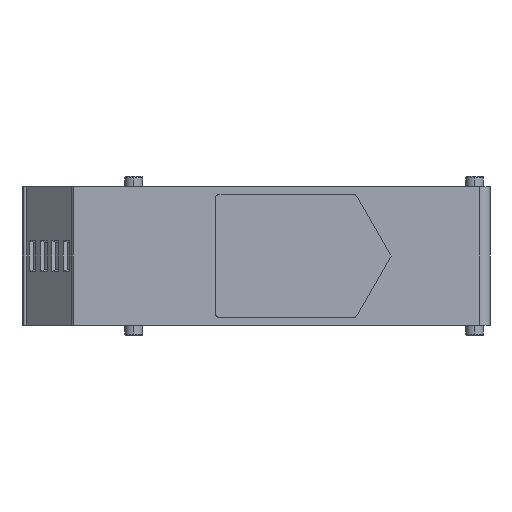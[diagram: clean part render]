
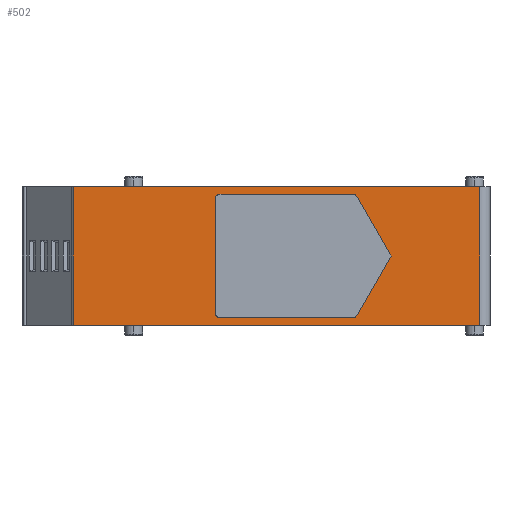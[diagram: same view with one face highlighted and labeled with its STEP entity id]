
A CAD part, left-side view. The second image highlights one B-rep face of the part: STEP entity #502.
In plain terms, the highlighted planar face has unit normal (-1, 0, 0).
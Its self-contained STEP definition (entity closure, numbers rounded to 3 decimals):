
#502=ADVANCED_FACE('',(#1395,#1396),#667,.T.);
#667=PLANE('',#3515);
#782=LINE('',#4736,#1092);
#805=LINE('',#4825,#1115);
#876=LINE('',#5037,#1186);
#883=LINE('',#5071,#1193);
#884=LINE('',#5072,#1194);
#885=LINE('',#5075,#1195);
#886=LINE('',#5079,#1196);
#887=LINE('',#5083,#1197);
#888=LINE('',#5085,#1198);
#1092=VECTOR('',#3777,1.);
#1115=VECTOR('',#3844,1.);
#1186=VECTOR('',#4035,1.);
#1193=VECTOR('',#4060,1.);
#1194=VECTOR('',#4061,1.);
#1195=VECTOR('',#4064,1.);
#1196=VECTOR('',#4067,1.);
#1197=VECTOR('',#4070,1.);
#1198=VECTOR('',#4071,1.);
#1395=FACE_BOUND('',#1459,.T.);
#1396=FACE_BOUND('',#1460,.T.);
#1459=EDGE_LOOP('',(#1890,#1891,#1892,#1893));
#1460=EDGE_LOOP('',(#1894,#1895,#1896,#1897,#1898,#1899,#1900,#1901,#1902));
#1890=ORIENTED_EDGE('',*,*,#3020,.T.);
#1891=ORIENTED_EDGE('',*,*,#2901,.T.);
#1892=ORIENTED_EDGE('',*,*,#3021,.T.);
#1893=ORIENTED_EDGE('',*,*,#2857,.F.);
#1894=ORIENTED_EDGE('',*,*,#3022,.T.);
#1895=ORIENTED_EDGE('',*,*,#3006,.T.);
#1896=ORIENTED_EDGE('',*,*,#3019,.T.);
#1897=ORIENTED_EDGE('',*,*,#3023,.T.);
#1898=ORIENTED_EDGE('',*,*,#3024,.F.);
#1899=ORIENTED_EDGE('',*,*,#3025,.F.);
#1900=ORIENTED_EDGE('',*,*,#3026,.F.);
#1901=ORIENTED_EDGE('',*,*,#3027,.F.);
#1902=ORIENTED_EDGE('',*,*,#3028,.T.);
#2557=VERTEX_POINT('',#4735);
#2558=VERTEX_POINT('',#4737);
#2601=VERTEX_POINT('',#4824);
#2602=VERTEX_POINT('',#4826);
#2673=VERTEX_POINT('',#5035);
#2675=VERTEX_POINT('',#5038);
#2684=VERTEX_POINT('',#5068);
#2685=VERTEX_POINT('',#5074);
#2686=VERTEX_POINT('',#5076);
#2687=VERTEX_POINT('',#5078);
#2688=VERTEX_POINT('',#5080);
#2689=VERTEX_POINT('',#5082);
#2690=VERTEX_POINT('',#5084);
#2857=EDGE_CURVE('',#2557,#2558,#782,.T.);
#2901=EDGE_CURVE('',#2602,#2601,#805,.T.);
#3006=EDGE_CURVE('',#2675,#2673,#876,.T.);
#3019=EDGE_CURVE('',#2673,#2684,#3341,.T.);
#3020=EDGE_CURVE('',#2557,#2602,#883,.T.);
#3021=EDGE_CURVE('',#2601,#2558,#884,.T.);
#3022=EDGE_CURVE('',#2685,#2675,#3342,.T.);
#3023=EDGE_CURVE('',#2684,#2686,#885,.T.);
#3024=EDGE_CURVE('',#2687,#2686,#3343,.T.);
#3025=EDGE_CURVE('',#2688,#2687,#886,.T.);
#3026=EDGE_CURVE('',#2689,#2688,#3344,.T.);
#3027=EDGE_CURVE('',#2690,#2689,#887,.T.);
#3028=EDGE_CURVE('',#2690,#2685,#888,.T.);
#3341=CIRCLE('',#3510,0.9);
#3342=CIRCLE('',#3512,1.);
#3343=CIRCLE('',#3513,0.9);
#3344=CIRCLE('',#3514,1.);
#3510=AXIS2_PLACEMENT_3D('',#5069,#4056,#4057);
#3512=AXIS2_PLACEMENT_3D('',#5073,#4062,#4063);
#3513=AXIS2_PLACEMENT_3D('',#5077,#4065,#4066);
#3514=AXIS2_PLACEMENT_3D('',#5081,#4068,#4069);
#3515=AXIS2_PLACEMENT_3D('',#5086,#4072,#4073);
#3777=DIRECTION('',(0.,-1.,0.));
#3844=DIRECTION('',(0.,-1.,0.));
#4035=DIRECTION('',(0.,1.,0.));
#4056=DIRECTION('',(1.,0.,0.));
#4057=DIRECTION('',(0.,0.,-1.));
#4060=DIRECTION('',(0.,0.,-1.));
#4061=DIRECTION('',(0.,0.,1.));
#4062=DIRECTION('',(1.,0.,0.));
#4063=DIRECTION('',(0.,-0.866,-0.5));
#4064=DIRECTION('',(0.,0.,1.));
#4065=DIRECTION('',(-1.,0.,0.));
#4066=DIRECTION('',(0.,0.,1.));
#4067=DIRECTION('',(0.,1.,0.));
#4068=DIRECTION('',(-1.,0.,0.));
#4069=DIRECTION('',(0.,-0.866,0.5));
#4070=DIRECTION('',(0.,0.5,0.866));
#4071=DIRECTION('',(0.,0.5,-0.866));
#4072=DIRECTION('',(-1.,0.,0.));
#4073=DIRECTION('',(0.,1.,0.));
#4735=CARTESIAN_POINT('',(-45.5,74.35,27.));
#4736=CARTESIAN_POINT('',(-45.5,74.35,27.));
#4737=CARTESIAN_POINT('',(-45.5,-4.65,27.));
#4824=CARTESIAN_POINT('',(-45.5,-4.65,0.));
#4825=CARTESIAN_POINT('',(-45.5,74.35,0.));
#4826=CARTESIAN_POINT('',(-45.5,74.35,0.));
#5035=CARTESIAN_POINT('',(-45.5,45.85,1.5));
#5037=CARTESIAN_POINT('',(-45.5,20.096,1.5));
#5038=CARTESIAN_POINT('',(-45.5,20.096,1.5));
#5068=CARTESIAN_POINT('',(-45.5,46.75,2.4));
#5069=CARTESIAN_POINT('',(-45.5,45.85,2.4));
#5071=CARTESIAN_POINT('',(-45.5,74.35,27.));
#5072=CARTESIAN_POINT('',(-45.5,-4.65,0.));
#5073=CARTESIAN_POINT('',(-45.5,20.096,2.5));
#5074=CARTESIAN_POINT('',(-45.5,19.23,2.));
#5075=CARTESIAN_POINT('',(-45.5,46.75,2.4));
#5076=CARTESIAN_POINT('',(-45.5,46.75,24.6));
#5077=CARTESIAN_POINT('',(-45.5,45.85,24.6));
#5078=CARTESIAN_POINT('',(-45.5,45.85,25.5));
#5079=CARTESIAN_POINT('',(-45.5,20.096,25.5));
#5080=CARTESIAN_POINT('',(-45.5,20.096,25.5));
#5081=CARTESIAN_POINT('',(-45.5,20.096,24.5));
#5082=CARTESIAN_POINT('',(-45.5,19.23,25.));
#5083=CARTESIAN_POINT('',(-45.5,12.591,13.5));
#5084=CARTESIAN_POINT('',(-45.5,12.591,13.5));
#5085=CARTESIAN_POINT('',(-45.5,12.591,13.5));
#5086=CARTESIAN_POINT('',(-45.5,84.35,13.5));
